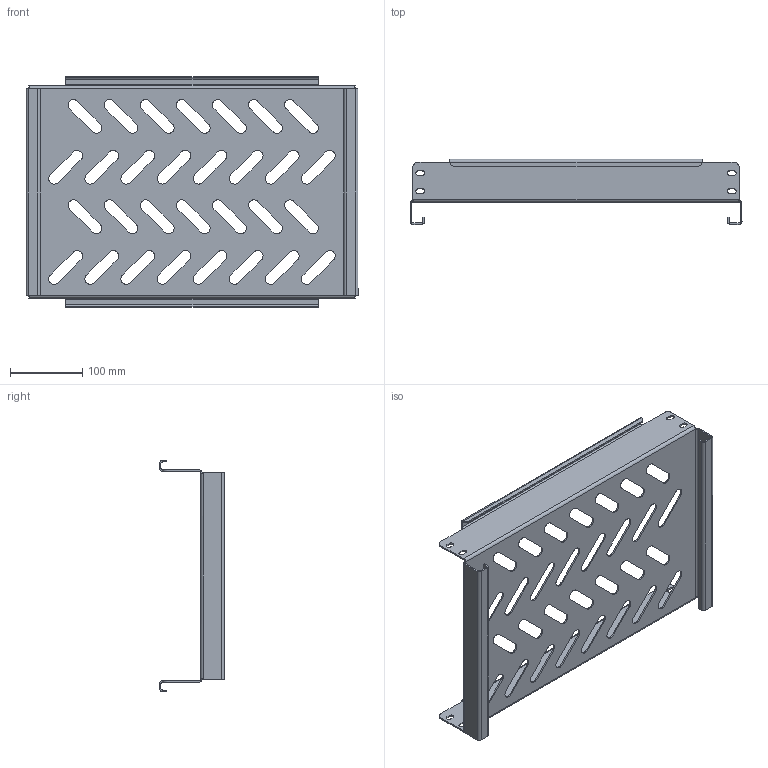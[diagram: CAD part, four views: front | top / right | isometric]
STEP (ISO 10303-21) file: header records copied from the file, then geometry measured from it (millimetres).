
FILE_DESCRIPTION (( 'STEP AP214' ), '1' );
FILE_NAME ('945.345.STEP', '2024-09-25T12:14:46', ( '' ), ( '' ), 'SwSTEP 2.0', 'SolidWorks 2021', '' );
FILE_SCHEMA (( 'AUTOMOTIVE_DESIGN' ));
Length unit declared in the file: millimetre
Products named in the file (1): 945.345
Bounding box: 460 x 90 x 320 mm (x, y, z)
Volume: 403538.8 mm3; surface area: 416272.6 mm2
Topology: 1 solids, 1 shells, 312 faces, 842 edges, 532 vertices
Faces by surface type: plane 154, cylinder 150, bspline 8
Entity records: 10344 total; most frequent: CARTESIAN_POINT 2187, DIRECTION 1712, ORIENTED_EDGE 1684, EDGE_CURVE 842, AXIS2_PLACEMENT_3D 605, VERTEX_POINT 532, VECTOR 502, LINE 502
